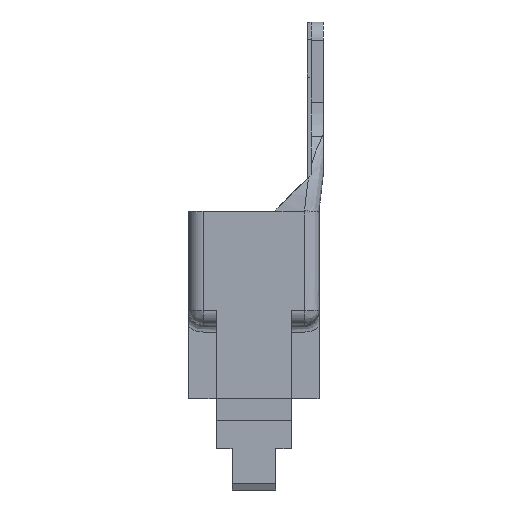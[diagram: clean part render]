
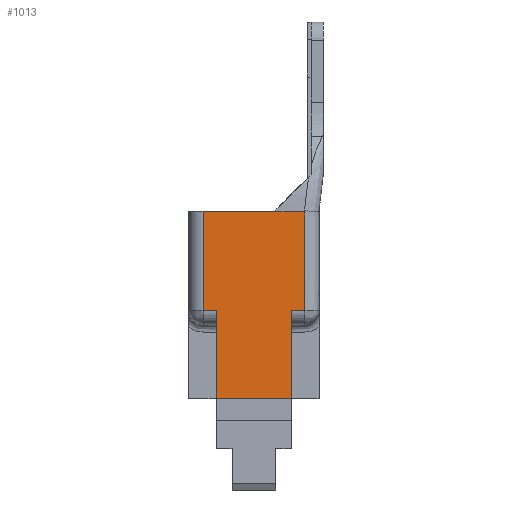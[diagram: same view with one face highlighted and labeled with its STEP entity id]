
A CAD part, front view. The second image highlights one B-rep face of the part: STEP entity #1013.
In plain terms, the highlighted planar face has unit normal (0, -1, 0).
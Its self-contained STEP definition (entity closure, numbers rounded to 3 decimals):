
#761=PLANE('',#8267);
#1013=ADVANCED_FACE('',(#1342),#761,.T.);
#1342=FACE_OUTER_BOUND('',#1669,.T.);
#1669=EDGE_LOOP('',(#2238,#2239,#2240,#2241,#2242,#2243,#2244,#2245,#2246,
#2247));
#2238=ORIENTED_EDGE('',*,*,#4560,.T.);
#2239=ORIENTED_EDGE('',*,*,#4615,.T.);
#2240=ORIENTED_EDGE('',*,*,#4616,.T.);
#2241=ORIENTED_EDGE('',*,*,#4505,.T.);
#2242=ORIENTED_EDGE('',*,*,#4617,.T.);
#2243=ORIENTED_EDGE('',*,*,#4618,.T.);
#2244=ORIENTED_EDGE('',*,*,#4619,.F.);
#2245=ORIENTED_EDGE('',*,*,#4620,.F.);
#2246=ORIENTED_EDGE('',*,*,#4621,.F.);
#2247=ORIENTED_EDGE('',*,*,#4622,.T.);
#3803=VERTEX_POINT('',#10849);
#3904=VERTEX_POINT('',#11105);
#3956=VERTEX_POINT('',#11232);
#3957=VERTEX_POINT('',#11243);
#4002=VERTEX_POINT('',#11455);
#4003=VERTEX_POINT('',#11458);
#4004=VERTEX_POINT('',#11460);
#4005=VERTEX_POINT('',#11462);
#4006=VERTEX_POINT('',#11464);
#4007=VERTEX_POINT('',#11466);
#4505=EDGE_CURVE('',#3803,#3904,#6228,.T.);
#4560=EDGE_CURVE('',#3957,#3956,#5301,.T.);
#4615=EDGE_CURVE('',#3956,#4002,#5309,.T.);
#4616=EDGE_CURVE('',#4002,#3803,#6314,.T.);
#4617=EDGE_CURVE('',#3904,#4003,#6315,.T.);
#4618=EDGE_CURVE('',#4003,#4004,#6316,.T.);
#4619=EDGE_CURVE('',#4005,#4004,#6317,.T.);
#4620=EDGE_CURVE('',#4006,#4005,#6318,.T.);
#4621=EDGE_CURVE('',#4007,#4006,#6319,.T.);
#4622=EDGE_CURVE('',#4007,#3957,#6320,.T.);
#5301=B_SPLINE_CURVE_WITH_KNOTS('',3,(#11233,#11234,#11235,#11236,#11237,
#11238,#11239,#11240,#11241,#11242),.UNSPECIFIED.,.F.,.F.,(4,1,1,1,1,1,
1,4),(0.,0.5,0.749,0.874,0.937,
0.968,0.983,1.),.UNSPECIFIED.);
#5309=B_SPLINE_CURVE_WITH_KNOTS('',3,(#11451,#11452,#11453,#11454),
 .UNSPECIFIED.,.F.,.F.,(4,4),(0.,1.),.UNSPECIFIED.);
#6228=LINE('',#11106,#7104);
#6314=LINE('',#11456,#7190);
#6315=LINE('',#11457,#7191);
#6316=LINE('',#11459,#7192);
#6317=LINE('',#11461,#7193);
#6318=LINE('',#11463,#7194);
#6319=LINE('',#11465,#7195);
#6320=LINE('',#11467,#7196);
#7104=VECTOR('',#8978,1.);
#7190=VECTOR('',#9108,1.);
#7191=VECTOR('',#9109,1.);
#7192=VECTOR('',#9110,1.);
#7193=VECTOR('',#9111,1.);
#7194=VECTOR('',#9112,1.);
#7195=VECTOR('',#9113,1.);
#7196=VECTOR('',#9114,1.);
#8267=AXIS2_PLACEMENT_3D('',#11468,#9115,#9116);
#8978=DIRECTION('',(-1.,0.,0.));
#9108=DIRECTION('',(-1.,0.,0.));
#9109=DIRECTION('',(0.,0.,-1.));
#9110=DIRECTION('',(1.,0.,0.));
#9111=DIRECTION('',(0.,0.,1.));
#9112=DIRECTION('',(-1.,0.,0.));
#9113=DIRECTION('',(0.,0.,-1.));
#9114=DIRECTION('',(1.,0.,0.));
#9115=DIRECTION('',(0.,-1.,0.));
#9116=DIRECTION('',(0.,0.,-1.));
#10849=CARTESIAN_POINT('',(2.9,-21.7,0.));
#11105=CARTESIAN_POINT('',(-7.,-21.7,0.));
#11106=CARTESIAN_POINT('',(-9.1,-21.7,0.));
#11232=CARTESIAN_POINT('',(7.,-21.7,0.013));
#11233=CARTESIAN_POINT('',(7.,-21.7,-13.7));
#11234=CARTESIAN_POINT('',(7.,-21.7,-11.417));
#11235=CARTESIAN_POINT('',(7.,-21.7,-7.992));
#11236=CARTESIAN_POINT('',(7.,-21.7,-3.996));
#11237=CARTESIAN_POINT('',(7.,-21.7,-1.998));
#11238=CARTESIAN_POINT('',(7.,-21.7,-0.999));
#11239=CARTESIAN_POINT('',(7.,-21.7,-0.499));
#11240=CARTESIAN_POINT('',(7.,-21.7,-0.21));
#11241=CARTESIAN_POINT('',(7.,-21.7,-0.062));
#11242=CARTESIAN_POINT('',(7.,-21.7,0.013));
#11243=CARTESIAN_POINT('',(7.,-21.7,-13.7));
#11451=CARTESIAN_POINT('',(7.,-21.7,0.013));
#11452=CARTESIAN_POINT('',(6.996,-21.7,0.009));
#11453=CARTESIAN_POINT('',(6.991,-21.7,0.004));
#11454=CARTESIAN_POINT('',(6.987,-21.7,0.));
#11455=CARTESIAN_POINT('',(6.987,-21.7,0.));
#11456=CARTESIAN_POINT('',(6.987,-21.7,0.));
#11457=CARTESIAN_POINT('',(-7.,-21.7,-0.5));
#11458=CARTESIAN_POINT('',(-7.,-21.7,-13.7));
#11459=CARTESIAN_POINT('',(-7.,-21.7,-13.7));
#11460=CARTESIAN_POINT('',(-5.2,-21.7,-13.7));
#11461=CARTESIAN_POINT('',(-5.2,-21.7,0.1));
#11462=CARTESIAN_POINT('',(-5.2,-21.7,-25.9));
#11463=CARTESIAN_POINT('',(-9.1,-21.7,-25.9));
#11464=CARTESIAN_POINT('',(5.2,-21.7,-25.9));
#11465=CARTESIAN_POINT('',(5.2,-21.7,-26.41));
#11466=CARTESIAN_POINT('',(5.2,-21.7,-13.7));
#11467=CARTESIAN_POINT('',(7.,-21.7,-13.7));
#11468=CARTESIAN_POINT('',(-9.1,-21.7,0.1));
